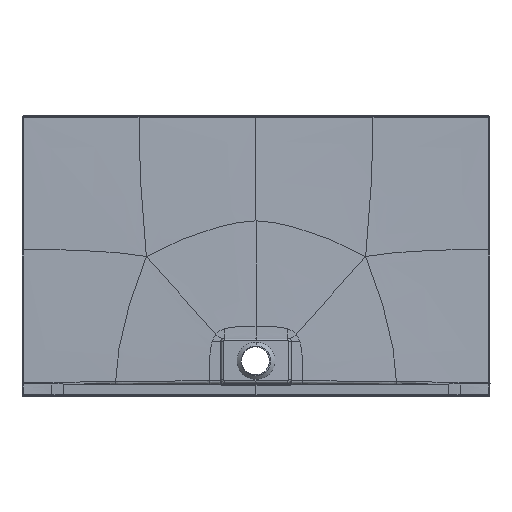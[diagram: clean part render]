
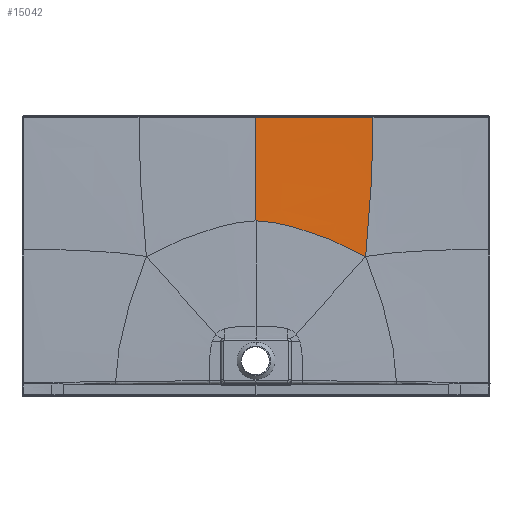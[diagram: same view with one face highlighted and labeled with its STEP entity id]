
A CAD part, front view. The second image highlights one B-rep face of the part: STEP entity #15042.
In plain terms, the highlighted free-form (B-spline) face has degree [3, 3] with [8, 10] control points.
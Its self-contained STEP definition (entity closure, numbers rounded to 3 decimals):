
#3271=CARTESIAN_POINT('',(351.359,-9.279,448.367));
#3273=CARTESIAN_POINT('',(0.,-10.849,
562.57));
#3274=CARTESIAN_POINT('',(24.515,-10.849,562.57));
#3275=CARTESIAN_POINT('',(76.457,-10.736,555.921));
#3276=CARTESIAN_POINT('',(161.501,-10.371,531.693));
#3277=CARTESIAN_POINT('',(237.564,-10.011,503.996));
#3278=CARTESIAN_POINT('',(301.656,-9.646,475.463));
#3279=CARTESIAN_POINT('',(334.687,-9.412,458.036));
#3280=CARTESIAN_POINT('',(351.359,-9.279,448.367));
#3914=CARTESIAN_POINT('',(374.996,-3.052,894.979));
#3937=CARTESIAN_POINT('',(-0.006,-3.118,
894.953));
#3938=CARTESIAN_POINT('',(27.564,-3.118,894.953));
#3939=CARTESIAN_POINT('',(80.695,-3.114,894.955));
#3940=CARTESIAN_POINT('',(151.999,-3.103,894.959));
#3941=CARTESIAN_POINT('',(221.897,-3.088,894.965));
#3942=CARTESIAN_POINT('',(294.52,-3.071,894.972));
#3943=CARTESIAN_POINT('',(347.557,-3.058,894.977));
#3944=CARTESIAN_POINT('',(374.996,-3.052,894.979));
#3946=CARTESIAN_POINT('',(374.996,-3.052,894.979));
#3947=CARTESIAN_POINT('',(374.947,-3.368,864.739));
#3948=CARTESIAN_POINT('',(373.868,-4.133,801.575));
#3949=CARTESIAN_POINT('',(371.286,-5.331,715.581));
#3950=CARTESIAN_POINT('',(368.234,-6.428,638.212));
#3951=CARTESIAN_POINT('',(364.913,-7.31,576.631));
#3952=CARTESIAN_POINT('',(360.602,-8.098,523.18));
#3953=CARTESIAN_POINT('',(355.81,-8.762,480.233));
#3954=CARTESIAN_POINT('',(352.926,-9.105,458.926));
#3955=CARTESIAN_POINT('',(351.359,-9.279,448.367));
#3957=DIRECTION('',(0.,-0.023,-1.));
#3958=VECTOR('',#3957,332.474);
#3959=CARTESIAN_POINT('',(-0.006,-3.118,
894.953));
#3960=LINE('',#3959,#3958);
#4480=VERTEX_POINT('',#3271);
#4593=VERTEX_POINT('',#3914);
#4615=CARTESIAN_POINT('',(0.,-10.849,
562.57));
#4617=VERTEX_POINT('',#4615);
#4618=CARTESIAN_POINT('',(-0.006,-3.118,
894.953));
#4619=VERTEX_POINT('',#4618);
#14953=CARTESIAN_POINT('',(-3.835,-3.024,
899.021));
#14954=CARTESIAN_POINT('',(-3.834,-3.67,
871.245));
#14955=CARTESIAN_POINT('',(-3.766,-4.97,
815.344));
#14956=CARTESIAN_POINT('',(-3.552,-6.597,
745.379));
#14957=CARTESIAN_POINT('',(-3.352,-7.905,
689.126));
#14958=CARTESIAN_POINT('',(-3.206,-8.886,
646.935));
#14959=CARTESIAN_POINT('',(-3.103,-9.704,
611.776));
#14960=CARTESIAN_POINT('',(-3.036,-10.381,
582.669));
#14961=CARTESIAN_POINT('',(-3.008,-10.731,
567.625));
#14962=CARTESIAN_POINT('',(-2.996,-10.917,
559.614));
#14963=CARTESIAN_POINT('',(28.694,-3.024,
899.022));
#14964=CARTESIAN_POINT('',(28.688,-3.671,
871.251));
#14965=CARTESIAN_POINT('',(28.177,-4.973,
815.364));
#14966=CARTESIAN_POINT('',(26.566,-6.602,
745.438));
#14967=CARTESIAN_POINT('',(25.057,-7.911,
689.238));
#14968=CARTESIAN_POINT('',(23.955,-8.892,
647.099));
#14969=CARTESIAN_POINT('',(23.172,-9.71,
611.989));
#14970=CARTESIAN_POINT('',(22.66,-10.386,
582.925));
#14971=CARTESIAN_POINT('',(22.451,-10.736,
567.903));
#14972=CARTESIAN_POINT('',(22.357,-10.922,
559.903));
#14973=CARTESIAN_POINT('',(92.472,-3.023,
899.014));
#14974=CARTESIAN_POINT('',(92.454,-3.647,
871.124));
#14975=CARTESIAN_POINT('',(90.88,-4.905,
814.914));
#14976=CARTESIAN_POINT('',(86.135,-6.49,
744.07));
#14977=CARTESIAN_POINT('',(81.937,-7.779,
686.631));
#14978=CARTESIAN_POINT('',(79.017,-8.756,
643.312));
#14979=CARTESIAN_POINT('',(77.075,-9.578,
607.054));
#14980=CARTESIAN_POINT('',(75.883,-10.265,
577.006));
#14981=CARTESIAN_POINT('',(75.424,-10.621,
561.482));
#14982=CARTESIAN_POINT('',(75.221,-10.811,
553.22));
#14983=CARTESIAN_POINT('',(187.5,-3.02,
898.99));
#14984=CARTESIAN_POINT('',(187.471,-3.558,
870.73));
#14985=CARTESIAN_POINT('',(184.851,-4.658,
813.487));
#14986=CARTESIAN_POINT('',(177.339,-6.1,
739.412));
#14987=CARTESIAN_POINT('',(171.04,-7.33,
677.409));
#14988=CARTESIAN_POINT('',(166.827,-8.296,
629.647));
#14989=CARTESIAN_POINT('',(164.119,-9.14,
588.985));
#14990=CARTESIAN_POINT('',(162.421,-9.861,
555.098));
#14991=CARTESIAN_POINT('',(161.713,-10.242,
537.58));
#14992=CARTESIAN_POINT('',(161.375,-10.446,
528.28));
#14993=CARTESIAN_POINT('',(265.625,-3.017,
898.956));
#14994=CARTESIAN_POINT('',(265.597,-3.464,
870.063));
#14995=CARTESIAN_POINT('',(263.007,-4.416,
811.274));
#14996=CARTESIAN_POINT('',(255.8,-5.746,
733.285));
#14997=CARTESIAN_POINT('',(249.68,-6.93,
666.101));
#14998=CARTESIAN_POINT('',(245.356,-7.884,
613.42));
#14999=CARTESIAN_POINT('',(242.1,-8.739,
568.01));
#15000=CARTESIAN_POINT('',(239.462,-9.481,
530.096));
#15001=CARTESIAN_POINT('',(238.064,-9.876,
510.549));
#15002=CARTESIAN_POINT('',(237.277,-10.089,
500.195));
#15003=CARTESIAN_POINT('',(329.134,-3.014,
898.902));
#15004=CARTESIAN_POINT('',(329.115,-3.389,
868.832));
#15005=CARTESIAN_POINT('',(327.229,-4.235,
807.469));
#15006=CARTESIAN_POINT('',(322.193,-5.498,
724.768));
#15007=CARTESIAN_POINT('',(317.532,-6.639,
652.224));
#15008=CARTESIAN_POINT('',(313.667,-7.564,
594.758));
#15009=CARTESIAN_POINT('',(309.828,-8.396,
544.949));
#15010=CARTESIAN_POINT('',(305.924,-9.121,
503.45));
#15011=CARTESIAN_POINT('',(303.557,-9.507,
482.114));
#15012=CARTESIAN_POINT('',(302.196,-9.716,
470.873));
#15013=CARTESIAN_POINT('',(361.393,-3.013,
898.863));
#15014=CARTESIAN_POINT('',(361.38,-3.352,
867.858));
#15015=CARTESIAN_POINT('',(360.045,-4.149,
804.515));
#15016=CARTESIAN_POINT('',(356.659,-5.381,
718.648));
#15017=CARTESIAN_POINT('',(353.105,-6.493,
642.818));
#15018=CARTESIAN_POINT('',(349.616,-7.391,
582.527));
#15019=CARTESIAN_POINT('',(345.455,-8.194,
530.213));
#15020=CARTESIAN_POINT('',(340.796,-8.895,
486.671));
#15021=CARTESIAN_POINT('',(337.916,-9.269,
464.369));
#15022=CARTESIAN_POINT('',(336.198,-9.471,
452.578));
#15023=CARTESIAN_POINT('',(378.027,-3.012,
898.838));
#15024=CARTESIAN_POINT('',(378.018,-3.333,
867.244));
#15025=CARTESIAN_POINT('',(376.994,-4.106,
802.66));
#15026=CARTESIAN_POINT('',(374.538,-5.32,
714.907));
#15027=CARTESIAN_POINT('',(371.597,-6.413,
637.198));
#15028=CARTESIAN_POINT('',(368.314,-7.292,
575.332));
#15029=CARTESIAN_POINT('',(363.97,-8.077,
521.628));
#15030=CARTESIAN_POINT('',(358.943,-8.761,
476.986));
#15031=CARTESIAN_POINT('',(355.769,-9.128,
454.102));
#15032=CARTESIAN_POINT('',(353.918,-9.326,
442.057));
#15033=B_SPLINE_SURFACE_WITH_KNOTS('',3,3,((#14953,#14954,#14955,#14956,#14957,
#14958,#14959,#14960,#14961,#14962),(#14963,#14964,#14965,#14966,#14967,#14968,
#14969,#14970,#14971,#14972),(#14973,#14974,#14975,#14976,#14977,#14978,#14979,
#14980,#14981,#14982),(#14983,#14984,#14985,#14986,#14987,#14988,#14989,#14990,
#14991,#14992),(#14993,#14994,#14995,#14996,#14997,#14998,#14999,#15000,#15001,
#15002),(#15003,#15004,#15005,#15006,#15007,#15008,#15009,#15010,#15011,#15012),
(#15013,#15014,#15015,#15016,#15017,#15018,#15019,#15020,#15021,#15022),(#15023,
#15024,#15025,#15026,#15027,#15028,#15029,#15030,#15031,#15032)),.UNSPECIFIED.,
.F.,.F.,.F.,(4,1,1,1,1,4),(4,1,1,1,1,1,1,4),(-0.005,0.125,0.25,
0.375,0.438,0.504),(0.002,0.125,0.25,0.313,
0.375,0.438,0.469,0.504),.UNSPECIFIED.);
#15035=ORIENTED_EDGE('',*,*,#15034,.F.);
#15037=ORIENTED_EDGE('',*,*,#15036,.T.);
#15038=ORIENTED_EDGE('',*,*,#14944,.T.);
#15039=ORIENTED_EDGE('',*,*,#13368,.F.);
#15040=EDGE_LOOP('',(#15035,#15037,#15038,#15039));
#15041=FACE_OUTER_BOUND('',#15040,.F.);
#15042=ADVANCED_FACE('',(#15041),#15033,.F.);
#3281=B_SPLINE_CURVE_WITH_KNOTS('',3,(#3273,#3274,#3275,#3276,#3277,#3278,#3279,
#3280),.UNSPECIFIED.,.F.,.F.,(4,1,1,1,1,4),(0.,0.25,0.5,0.75,0.875,
1.),.UNSPECIFIED.);
#3945=B_SPLINE_CURVE_WITH_KNOTS('',3,(#3937,#3938,#3939,#3940,#3941,#3942,#3943,
#3944),.UNSPECIFIED.,.F.,.F.,(4,1,1,1,1,4),(0.,0.2,0.4,0.6,0.8,1.),
.UNSPECIFIED.);
#3956=B_SPLINE_CURVE_WITH_KNOTS('',3,(#3946,#3947,#3948,#3949,#3950,#3951,#3952,
#3953,#3954,#3955),.UNSPECIFIED.,.F.,.F.,(4,1,1,1,1,1,1,4),(0.,
0.24,0.493,0.62,0.747,
0.873,0.937,1.),.UNSPECIFIED.);
#13368=EDGE_CURVE('',#4617,#4480,#3281,.T.);
#14944=EDGE_CURVE('',#4593,#4480,#3956,.T.);
#15034=EDGE_CURVE('',#4619,#4617,#3960,.T.);
#15036=EDGE_CURVE('',#4619,#4593,#3945,.T.);
